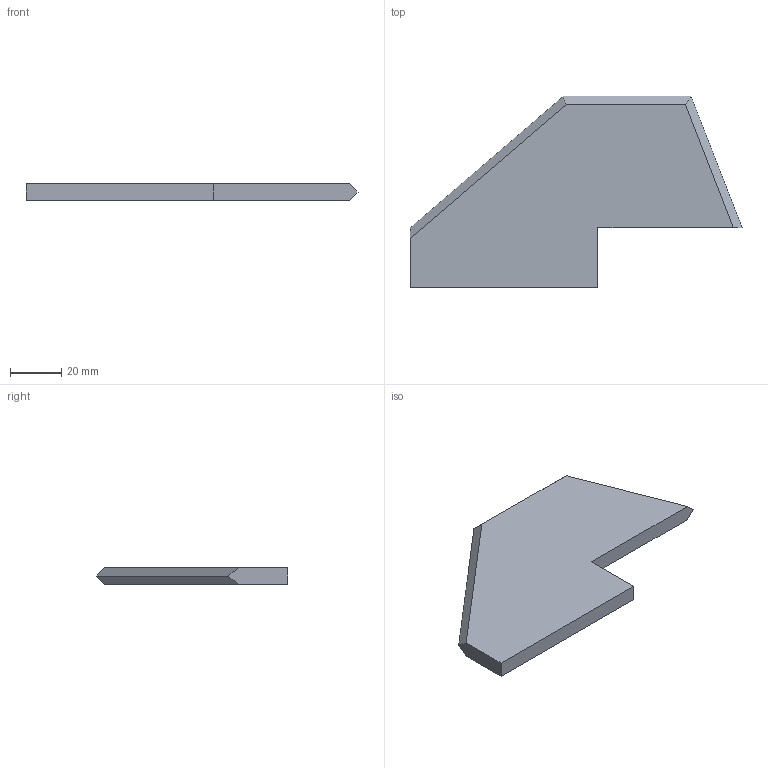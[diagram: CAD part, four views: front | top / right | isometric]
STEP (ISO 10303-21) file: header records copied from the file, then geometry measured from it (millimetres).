
FILE_DESCRIPTION (( 'STEP AP203' ), '1' );
FILE_NAME ('Fin_Stage2_Default_sldprt.STEP', '2023-07-18T01:03:15', ( '' ), ( '' ), 'SwSTEP 2.0', 'SolidWorks 2022', '' );
FILE_SCHEMA (( 'CONFIG_CONTROL_DESIGN' ));
Length unit declared in the file: centimetre
Products named in the file (1): Fin_Stage2_Default_sldprt
Bounding box: 130 x 75 x 6.35 mm (x, y, z)
Volume: 38574.7 mm3; surface area: 14307 mm2
Topology: 1 solids, 1 shells, 12 faces, 28 edges, 18 vertices
Faces by surface type: plane 12
Entity records: 413 total; most frequent: CARTESIAN_POINT 59, ORIENTED_EDGE 56, DIRECTION 54, EDGE_CURVE 28, VECTOR 28, LINE 28, VERTEX_POINT 18, AXIS2_PLACEMENT_3D 13
